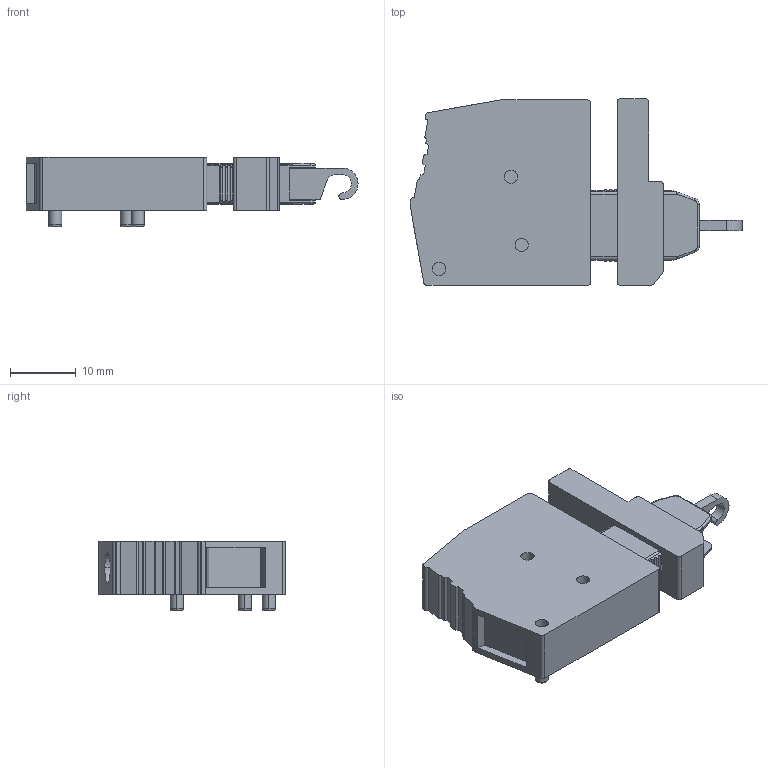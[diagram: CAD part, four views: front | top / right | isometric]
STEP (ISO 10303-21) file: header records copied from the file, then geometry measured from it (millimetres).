
FILE_DESCRIPTION((''),'2;1');
FILE_NAME('SDK4_1A1L_Z_STEP','2016-06-03T',('Frank Ludolph'),(''),'CREO PARAMETRIC BY PTC INC, 2015290','CREO PARAMETRIC BY PTC INC, 2015290','');
FILE_SCHEMA(('CONFIG_CONTROL_DESIGN'));
Length unit declared in the file: millimetre
Products named in the file (1): SDK4_1A1L_Z_STEP
Bounding box: 50.52 x 28.4 x 10.6 mm (x, y, z)
Volume: 7533.9 mm3; surface area: 3727.7 mm2
Topology: 1 solids, 1 shells, 166 faces, 430 edges, 278 vertices
Faces by surface type: plane 76, cylinder 76, torus 14
Entity records: 5215 total; most frequent: CARTESIAN_POINT 1105, ORIENTED_EDGE 860, DIRECTION 834, EDGE_CURVE 430, AXIS2_PLACEMENT_3D 290, VERTEX_POINT 278, VECTOR 254, LINE 254
